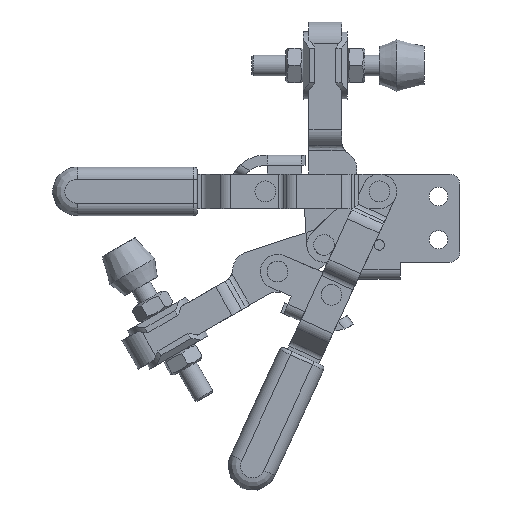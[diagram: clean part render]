
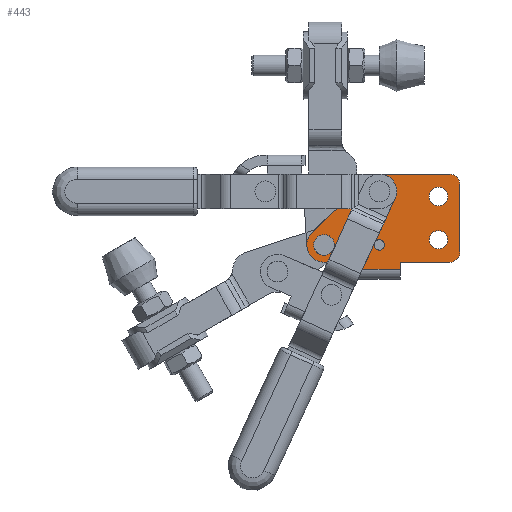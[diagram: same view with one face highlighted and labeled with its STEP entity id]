
A CAD part, left-side view. The second image highlights one B-rep face of the part: STEP entity #443.
In plain terms, the highlighted planar face has unit normal (-1, 0, 0).
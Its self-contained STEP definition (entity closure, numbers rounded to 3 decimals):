
#236=CARTESIAN_POINT('',(-6.,9.748,9.621));
#237=DIRECTION('',(1.0,0.0,0.0));
#238=DIRECTION('',(0.0,0.0,-1.0));
#239=AXIS2_PLACEMENT_3D('',#236,#237,#238);
#240=PLANE('',#239);
#241=CARTESIAN_POINT('',(-6.,13.,25.5));
#242=VERTEX_POINT('',#241);
#243=CARTESIAN_POINT('',(-6.,8.461,18.403));
#244=VERTEX_POINT('',#243);
#245=CARTESIAN_POINT('',(-6.,13.,20.5));
#246=DIRECTION('',(1.,0.,0.));
#247=DIRECTION('',(0.,-0.707,-0.707));
#248=AXIS2_PLACEMENT_3D('',#245,#246,#247);
#249=CIRCLE('',#248,5.);
#250=EDGE_CURVE('',#242,#244,#249,.T.);
#251=ORIENTED_EDGE('',*,*,#250,.T.);
#252=CARTESIAN_POINT('',(-6.,11.118,12.651));
#253=VERTEX_POINT('',#252);
#254=CARTESIAN_POINT('',(-6.,11.118,12.651));
#255=DIRECTION('',(0.,-0.419,0.908));
#256=VECTOR('',#255,6.336);
#257=LINE('',#254,#256);
#258=EDGE_CURVE('',#253,#244,#257,.T.);
#259=ORIENTED_EDGE('',*,*,#258,.F.);
#260=CARTESIAN_POINT('',(-6.,17.284,15.5));
#261=VERTEX_POINT('',#260);
#262=CARTESIAN_POINT('',(-6.,11.118,12.651));
#263=DIRECTION('',(0.0,0.908,0.419));
#264=VECTOR('',#263,6.793);
#265=LINE('',#262,#264);
#266=EDGE_CURVE('',#253,#261,#265,.T.);
#267=ORIENTED_EDGE('',*,*,#266,.T.);
#268=CARTESIAN_POINT('',(-6.,19.336,15.5));
#269=VERTEX_POINT('',#268);
#270=CARTESIAN_POINT('',(-6.,19.336,15.5));
#271=DIRECTION('',(0.0,-1.0,0.0));
#272=VECTOR('',#271,2.051);
#273=LINE('',#270,#272);
#274=EDGE_CURVE('',#269,#261,#273,.T.);
#275=ORIENTED_EDGE('',*,*,#274,.F.);
#276=CARTESIAN_POINT('',(-6.,19.336,16.448));
#277=VERTEX_POINT('',#276);
#278=CARTESIAN_POINT('',(-6.,19.336,15.5));
#279=DIRECTION('',(0.0,0.0,1.0));
#280=VECTOR('',#279,0.948);
#281=LINE('',#278,#280);
#282=EDGE_CURVE('',#269,#277,#281,.T.);
#283=ORIENTED_EDGE('',*,*,#282,.T.);
#284=CARTESIAN_POINT('',(-6.,20.196,16.845));
#285=VERTEX_POINT('',#284);
#286=CARTESIAN_POINT('',(-6.,19.336,16.448));
#287=DIRECTION('',(0.0,0.908,0.419));
#288=VECTOR('',#287,0.948);
#289=LINE('',#286,#288);
#290=EDGE_CURVE('',#277,#285,#289,.T.);
#291=ORIENTED_EDGE('',*,*,#290,.T.);
#292=CARTESIAN_POINT('',(-6.,19.336,18.707));
#293=VERTEX_POINT('',#292);
#294=CARTESIAN_POINT('',(-6.,19.336,18.707));
#295=DIRECTION('',(0.0,0.419,-0.908));
#296=VECTOR('',#295,2.051);
#297=LINE('',#294,#296);
#298=EDGE_CURVE('',#293,#285,#297,.T.);
#299=ORIENTED_EDGE('',*,*,#298,.F.);
#300=CARTESIAN_POINT('',(-6.,19.336,21.324));
#301=VERTEX_POINT('',#300);
#302=CARTESIAN_POINT('',(-6.,19.336,18.707));
#303=DIRECTION('',(0.0,0.0,1.0));
#304=VECTOR('',#303,2.616);
#305=LINE('',#302,#304);
#306=EDGE_CURVE('',#293,#301,#305,.T.);
#307=ORIENTED_EDGE('',*,*,#306,.T.);
#308=CARTESIAN_POINT('',(-6.,32.479,8.591));
#309=VERTEX_POINT('',#308);
#310=CARTESIAN_POINT('',(-6.,32.479,8.591));
#311=DIRECTION('',(0.,-0.718,0.696));
#312=VECTOR('',#311,18.299);
#313=LINE('',#310,#312);
#314=EDGE_CURVE('',#309,#301,#313,.T.);
#315=ORIENTED_EDGE('',*,*,#314,.F.);
#316=CARTESIAN_POINT('',(-6.,29.,0.));
#317=VERTEX_POINT('',#316);
#318=CARTESIAN_POINT('',(-6.,29.,5.0));
#319=DIRECTION('',(1.0,0.0,0.0));
#320=DIRECTION('',(0.0,0.0,-1.0));
#321=AXIS2_PLACEMENT_3D('',#318,#319,#320);
#322=CIRCLE('',#321,5.0);
#323=EDGE_CURVE('',#317,#309,#322,.T.);
#324=ORIENTED_EDGE('',*,*,#323,.F.);
#325=CARTESIAN_POINT('',(-6.,23.,0.));
#326=VERTEX_POINT('',#325);
#327=CARTESIAN_POINT('',(-6.,23.,0.));
#328=DIRECTION('',(0.0,1.0,0.0));
#329=VECTOR('',#328,6.);
#330=LINE('',#327,#329);
#331=EDGE_CURVE('',#326,#317,#330,.T.);
#332=ORIENTED_EDGE('',*,*,#331,.F.);
#333=CARTESIAN_POINT('',(-6.,23.,-2.));
#334=VERTEX_POINT('',#333);
#335=CARTESIAN_POINT('',(-6.,23.,-2.));
#336=DIRECTION('',(0.0,0.0,1.0));
#337=VECTOR('',#336,2.);
#338=LINE('',#335,#337);
#339=EDGE_CURVE('',#334,#326,#338,.T.);
#340=ORIENTED_EDGE('',*,*,#339,.F.);
#341=CARTESIAN_POINT('',(-6.,7.,-2.));
#342=VERTEX_POINT('',#341);
#343=CARTESIAN_POINT('',(-6.,7.,-2.));
#344=DIRECTION('',(0.0,1.0,0.0));
#345=VECTOR('',#344,16.);
#346=LINE('',#343,#345);
#347=EDGE_CURVE('',#342,#334,#346,.T.);
#348=ORIENTED_EDGE('',*,*,#347,.F.);
#349=CARTESIAN_POINT('',(-6.,7.,0.));
#350=VERTEX_POINT('',#349);
#351=CARTESIAN_POINT('',(-6.,7.,0.));
#352=DIRECTION('',(0.0,0.0,-1.0));
#353=VECTOR('',#352,2.);
#354=LINE('',#351,#353);
#355=EDGE_CURVE('',#350,#342,#354,.T.);
#356=ORIENTED_EDGE('',*,*,#355,.F.);
#357=CARTESIAN_POINT('',(-6.,-7.3,0.));
#358=VERTEX_POINT('',#357);
#359=CARTESIAN_POINT('',(-6.,-7.3,0.));
#360=DIRECTION('',(0.0,1.0,0.0));
#361=VECTOR('',#360,14.3);
#362=LINE('',#359,#361);
#363=EDGE_CURVE('',#358,#350,#362,.T.);
#364=ORIENTED_EDGE('',*,*,#363,.F.);
#365=CARTESIAN_POINT('',(-6.,-10.3,3.));
#366=VERTEX_POINT('',#365);
#367=CARTESIAN_POINT('',(-6.,-7.3,3.));
#368=DIRECTION('',(1.0,0.0,0.0));
#369=DIRECTION('',(0.0,-1.0,0.0));
#370=AXIS2_PLACEMENT_3D('',#367,#368,#369);
#371=CIRCLE('',#370,3.);
#372=EDGE_CURVE('',#366,#358,#371,.T.);
#373=ORIENTED_EDGE('',*,*,#372,.F.);
#374=CARTESIAN_POINT('',(-6.,-10.3,22.5));
#375=VERTEX_POINT('',#374);
#376=CARTESIAN_POINT('',(-6.,-10.3,22.5));
#377=DIRECTION('',(0.0,0.0,-1.0));
#378=VECTOR('',#377,19.5);
#379=LINE('',#376,#378);
#380=EDGE_CURVE('',#375,#366,#379,.T.);
#381=ORIENTED_EDGE('',*,*,#380,.F.);
#382=CARTESIAN_POINT('',(-6.,-7.3,25.5));
#383=VERTEX_POINT('',#382);
#384=CARTESIAN_POINT('',(-6.,-7.3,22.5));
#385=DIRECTION('',(1.0,0.0,0.0));
#386=DIRECTION('',(0.0,0.0,1.0));
#387=AXIS2_PLACEMENT_3D('',#384,#385,#386);
#388=CIRCLE('',#387,3.);
#389=EDGE_CURVE('',#383,#375,#388,.T.);
#390=ORIENTED_EDGE('',*,*,#389,.F.);
#391=CARTESIAN_POINT('',(-6.,13.,25.5));
#392=DIRECTION('',(0.0,-1.0,0.0));
#393=VECTOR('',#392,20.3);
#394=LINE('',#391,#393);
#395=EDGE_CURVE('',#242,#383,#394,.T.);
#396=ORIENTED_EDGE('',*,*,#395,.F.);
#397=EDGE_LOOP('',(#251,#259,#267,#275,#283,#291,#299,#307,#315,#324,#332,#340,#348,#356,#364,#373,#381,#390,#396));
#398=FACE_OUTER_BOUND('',#397,.T.);
#399=CARTESIAN_POINT('',(-6.,13.,3.5));
#400=VERTEX_POINT('',#399);
#401=CARTESIAN_POINT('',(-6.,13.,5.0));
#402=DIRECTION('',(-1.0,0.0,0.0));
#403=DIRECTION('',(0.0,1.0,0.0));
#404=AXIS2_PLACEMENT_3D('',#401,#402,#403);
#405=CIRCLE('',#404,1.5);
#406=EDGE_CURVE('',#400,#400,#405,.T.);
#407=ORIENTED_EDGE('',*,*,#406,.F.);
#408=EDGE_LOOP('',(#407));
#409=FACE_BOUND('',#408,.T.);
#410=CARTESIAN_POINT('',(-6.,-4.1,16.35));
#411=VERTEX_POINT('',#410);
#412=CARTESIAN_POINT('',(-6.,-4.1,19.));
#413=DIRECTION('',(1.0,0.0,0.0));
#414=DIRECTION('',(0.0,0.0,1.0));
#415=AXIS2_PLACEMENT_3D('',#412,#413,#414);
#416=CIRCLE('',#415,2.65);
#417=EDGE_CURVE('',#411,#411,#416,.T.);
#418=ORIENTED_EDGE('',*,*,#417,.T.);
#419=EDGE_LOOP('',(#418));
#420=FACE_BOUND('',#419,.T.);
#421=CARTESIAN_POINT('',(-6.,-4.1,3.85));
#422=VERTEX_POINT('',#421);
#423=CARTESIAN_POINT('',(-6.,-4.1,6.5));
#424=DIRECTION('',(1.0,0.0,0.0));
#425=DIRECTION('',(0.0,0.0,1.0));
#426=AXIS2_PLACEMENT_3D('',#423,#424,#425);
#427=CIRCLE('',#426,2.65);
#428=EDGE_CURVE('',#422,#422,#427,.T.);
#429=ORIENTED_EDGE('',*,*,#428,.T.);
#430=EDGE_LOOP('',(#429));
#431=FACE_BOUND('',#430,.T.);
#432=CARTESIAN_POINT('',(-6.,29.,2.));
#433=VERTEX_POINT('',#432);
#434=CARTESIAN_POINT('',(-6.,29.,5.0));
#435=DIRECTION('',(-1.,0.,0.));
#436=DIRECTION('',(0.,0.988,-0.154));
#437=AXIS2_PLACEMENT_3D('',#434,#435,#436);
#438=CIRCLE('',#437,3.0);
#439=EDGE_CURVE('',#433,#433,#438,.T.);
#440=ORIENTED_EDGE('',*,*,#439,.F.);
#441=EDGE_LOOP('',(#440));
#442=FACE_BOUND('',#441,.T.);
#443=ADVANCED_FACE('',(#398,#409,#420,#431,#442),#240,.F.);
